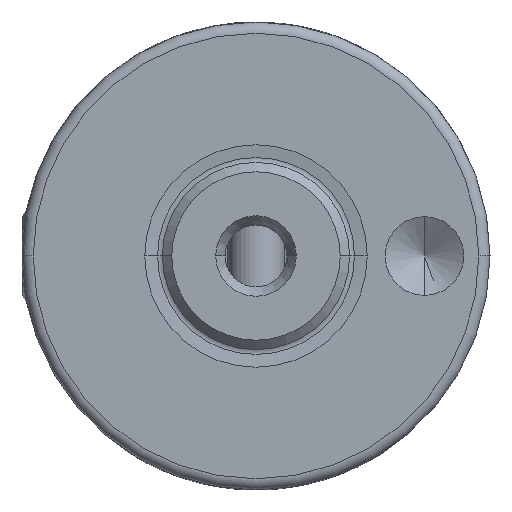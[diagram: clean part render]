
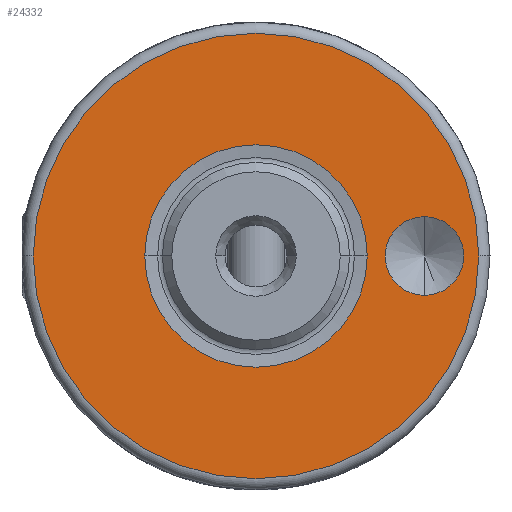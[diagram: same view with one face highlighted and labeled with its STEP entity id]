
A CAD part, left-side view. The second image highlights one B-rep face of the part: STEP entity #24332.
In plain terms, the highlighted planar face has unit normal (-1, 0, 0).
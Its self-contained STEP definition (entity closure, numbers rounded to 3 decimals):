
#475 = EDGE_CURVE ( 'NONE', #4416, #29840, #12030, .T. ) ;
#1465 = CARTESIAN_POINT ( 'NONE',  ( -25., 11.9, 0. ) ) ;
#1618 = VERTEX_POINT ( 'NONE', #6179 ) ;
#2292 = DIRECTION ( 'NONE',  ( 1., 0., 0. ) ) ;
#2516 = CARTESIAN_POINT ( 'NONE',  ( -25., 0., 0. ) ) ;
#2864 = FACE_BOUND ( 'NONE', #23708, .T. ) ;
#3647 = FACE_BOUND ( 'NONE', #19040, .T. ) ;
#4398 = EDGE_LOOP ( 'NONE', ( #7318, #13349 ) ) ;
#4416 = VERTEX_POINT ( 'NONE', #13518 ) ;
#5025 = DIRECTION ( 'NONE',  ( 0., 1., 0. ) ) ;
#5223 = CIRCLE ( 'NONE', #19483, 5.94 ) ;
#5380 = ORIENTED_EDGE ( 'NONE', *, *, #10990, .T. ) ;
#6167 = ORIENTED_EDGE ( 'NONE', *, *, #29212, .F. ) ;
#6179 = CARTESIAN_POINT ( 'NONE',  ( -25., -5.94, 0. ) ) ;
#6255 = DIRECTION ( 'NONE',  ( 1., 0., 0. ) ) ;
#6329 = CARTESIAN_POINT ( 'NONE',  ( -25., 0., 0. ) ) ;
#6863 = DIRECTION ( 'NONE',  ( 1., 0., 0. ) ) ;
#7071 = DIRECTION ( 'NONE',  ( 0., 1., 0. ) ) ;
#7318 = ORIENTED_EDGE ( 'NONE', *, *, #31789, .F. ) ;
#7458 = CARTESIAN_POINT ( 'NONE',  ( -25., 5.94, 0. ) ) ;
#7706 = ORIENTED_EDGE ( 'NONE', *, *, #24287, .T. ) ;
#10063 = CIRCLE ( 'NONE', #31339, 11.9 ) ;
#10820 = CARTESIAN_POINT ( 'NONE',  ( -25., -9., 0. ) ) ;
#10990 = EDGE_CURVE ( 'NONE', #1618, #15063, #18533, .T. ) ;
#11450 = PLANE ( 'NONE',  #26220 ) ;
#12030 = CIRCLE ( 'NONE', #14041, 11.9 ) ;
#12727 = DIRECTION ( 'NONE',  ( -1., 0., 0. ) ) ;
#13341 = DIRECTION ( 'NONE',  ( 0., 0., 1. ) ) ;
#13349 = ORIENTED_EDGE ( 'NONE', *, *, #475, .F. ) ;
#13518 = CARTESIAN_POINT ( 'NONE',  ( -25., -11.9, 0. ) ) ;
#14017 = DIRECTION ( 'NONE',  ( 0., -1., 0. ) ) ;
#14041 = AXIS2_PLACEMENT_3D ( 'NONE', #6329, #6863, #7071 ) ;
#14911 = AXIS2_PLACEMENT_3D ( 'NONE', #27775, #12727, #30274 ) ;
#15063 = VERTEX_POINT ( 'NONE', #7458 ) ;
#17253 = CARTESIAN_POINT ( 'NONE',  ( -25., 0., 0. ) ) ;
#18533 = CIRCLE ( 'NONE', #28574, 5.94 ) ;
#19040 = EDGE_LOOP ( 'NONE', ( #5380, #7706 ) ) ;
#19483 = AXIS2_PLACEMENT_3D ( 'NONE', #21271, #6255, #23817 ) ;
#19792 = DIRECTION ( 'NONE',  ( 0., 1., 0. ) ) ;
#20020 = DIRECTION ( 'NONE',  ( 1., 0., 0. ) ) ;
#21271 = CARTESIAN_POINT ( 'NONE',  ( -25., 0., 0. ) ) ;
#22252 = ORIENTED_EDGE ( 'NONE', *, *, #25998, .F. ) ;
#22561 = CARTESIAN_POINT ( 'NONE',  ( -25., 11.9, 0. ) ) ;
#22808 = CIRCLE ( 'NONE', #27282, 2.1 ) ;
#22867 = FACE_OUTER_BOUND ( 'NONE', #4398, .T. ) ;
#23303 = VERTEX_POINT ( 'NONE', #26668 ) ;
#23708 = EDGE_LOOP ( 'NONE', ( #22252, #6167 ) ) ;
#23817 = DIRECTION ( 'NONE',  ( 0., 1., 0. ) ) ;
#24287 = EDGE_CURVE ( 'NONE', #15063, #1618, #5223, .T. ) ;
#24332 = ADVANCED_FACE ( 'NONE', ( #2864, #3647, #22867 ), #11450, .T. ) ;
#25998 = EDGE_CURVE ( 'NONE', #23303, #28079, #22808, .T. ) ;
#26220 = AXIS2_PLACEMENT_3D ( 'NONE', #1465, #29034, #14017 ) ;
#26630 = CIRCLE ( 'NONE', #14911, 2.1 ) ;
#26668 = CARTESIAN_POINT ( 'NONE',  ( -25., -9., 2.1 ) ) ;
#27097 = CARTESIAN_POINT ( 'NONE',  ( -25., -9., -2.1 ) ) ;
#27282 = AXIS2_PLACEMENT_3D ( 'NONE', #10820, #28406, #13341 ) ;
#27775 = CARTESIAN_POINT ( 'NONE',  ( -25., -9., 0. ) ) ;
#28079 = VERTEX_POINT ( 'NONE', #27097 ) ;
#28406 = DIRECTION ( 'NONE',  ( -1., 0., 0. ) ) ;
#28574 = AXIS2_PLACEMENT_3D ( 'NONE', #17253, #2292, #19792 ) ;
#29034 = DIRECTION ( 'NONE',  ( -1., 0., 0. ) ) ;
#29212 = EDGE_CURVE ( 'NONE', #28079, #23303, #26630, .T. ) ;
#29840 = VERTEX_POINT ( 'NONE', #22561 ) ;
#30274 = DIRECTION ( 'NONE',  ( 0., 0., 1. ) ) ;
#31339 = AXIS2_PLACEMENT_3D ( 'NONE', #2516, #20020, #5025 ) ;
#31789 = EDGE_CURVE ( 'NONE', #29840, #4416, #10063, .T. ) ;
